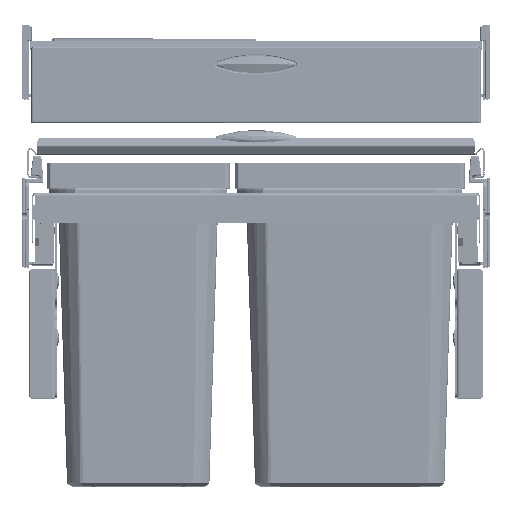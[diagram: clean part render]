
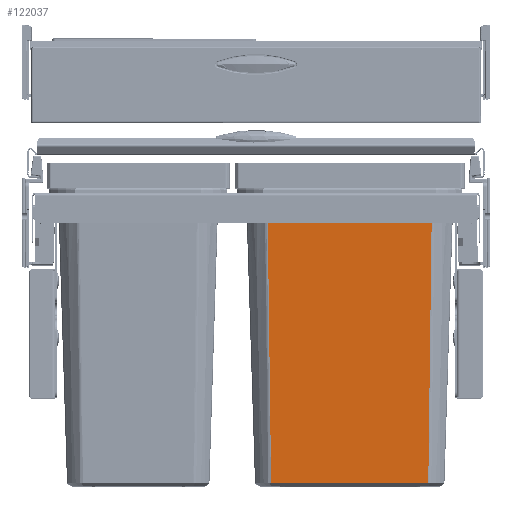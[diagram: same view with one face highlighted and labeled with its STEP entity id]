
A CAD part, top view. The second image highlights one B-rep face of the part: STEP entity #122037.
In plain terms, the highlighted planar face has unit normal (0, -0.031, 1).
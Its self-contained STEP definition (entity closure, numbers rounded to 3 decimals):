
#23557=EDGE_CURVE('9833',#63449,#63446,#63450,.T.);
#23609=EDGE_CURVE('9781',#63446,#63517,#63520,.T.);
#23611=EDGE_CURVE('9817',#63522,#63517,#63523,.T.);
#23613=EDGE_CURVE('9786',#63449,#63522,#63525,.T.);
#63446=VERTEX_POINT('',#120691);
#63449=VERTEX_POINT('',#120702);
#63450=LINE('',#120703,#120704);
#63517=VERTEX_POINT('',#120913);
#63520=B_SPLINE_CURVE_WITH_KNOTS('',3,(#120922,#120923,#120924,#120925,#120926,#120927),.UNSPECIFIED.,.F.,.F.,(4,1,1,4),(0.0,0.333,0.667,1.0),.UNSPECIFIED.);
#63522=VERTEX_POINT('',#120930);
#63523=LINE('',#120931,#120932);
#63525=B_SPLINE_CURVE_WITH_KNOTS('',3,(#120935,#120936,#120937,#120938,#120939,#120940),.UNSPECIFIED.,.F.,.F.,(4,1,1,4),(0.0,0.333,0.667,1.0),.UNSPECIFIED.);
#120691=CARTESIAN_POINT('',(11.271,9.8,-11.429));
#120702=CARTESIAN_POINT('',(176.129,9.8,-11.429));
#120703=CARTESIAN_POINT('',(176.129,9.8,-11.429));
#120704=VECTOR('',#206502,164.857);
#120913=CARTESIAN_POINT('',(15.12,-290.329,-20.784));
#120922=CARTESIAN_POINT('',(11.271,9.8,-11.429));
#120923=CARTESIAN_POINT('',(11.717,-25.284,-12.522));
#120924=CARTESIAN_POINT('',(12.596,-94.295,-14.673));
#120925=CARTESIAN_POINT('',(13.878,-194.335,-17.792));
#120926=CARTESIAN_POINT('',(14.709,-258.716,-19.799));
#120927=CARTESIAN_POINT('',(15.12,-290.329,-20.784));
#120930=CARTESIAN_POINT('',(172.28,-290.329,-20.784));
#120931=CARTESIAN_POINT('',(172.28,-290.329,-20.784));
#120932=VECTOR('',#206512,157.161);
#120935=CARTESIAN_POINT('',(176.129,9.8,-11.429));
#120936=CARTESIAN_POINT('',(175.683,-25.284,-12.522));
#120937=CARTESIAN_POINT('',(174.804,-94.295,-14.673));
#120938=CARTESIAN_POINT('',(173.522,-194.335,-17.792));
#120939=CARTESIAN_POINT('',(172.691,-258.716,-19.799));
#120940=CARTESIAN_POINT('',(172.28,-290.329,-20.784));
#122037=ADVANCED_FACE('7138',(#206869),#206870,.T.);
#206502=DIRECTION('',(-1.0,0.0,0.0));
#206512=DIRECTION('',(-1.0,0.0,0.0));
#206869=FACE_OUTER_BOUND('',#264390,.T.);
#206870=PLANE('',#264391);
#264390=EDGE_LOOP('',(#291396,#291397,#291398,#291399));
#264391=AXIS2_PLACEMENT_3D('',#291400,#291401,#291402);
#291396=ORIENTED_EDGE('',*,*,#23611,.F.);
#291397=ORIENTED_EDGE('',*,*,#23613,.F.);
#291398=ORIENTED_EDGE('',*,*,#23557,.T.);
#291399=ORIENTED_EDGE('',*,*,#23609,.T.);
#291400=CARTESIAN_POINT('',(93.7,-130.469,-15.801));
#291401=DIRECTION('',(0.0,-0.031,1.));
#291402=DIRECTION('',(1.0,0.0,0.0));
